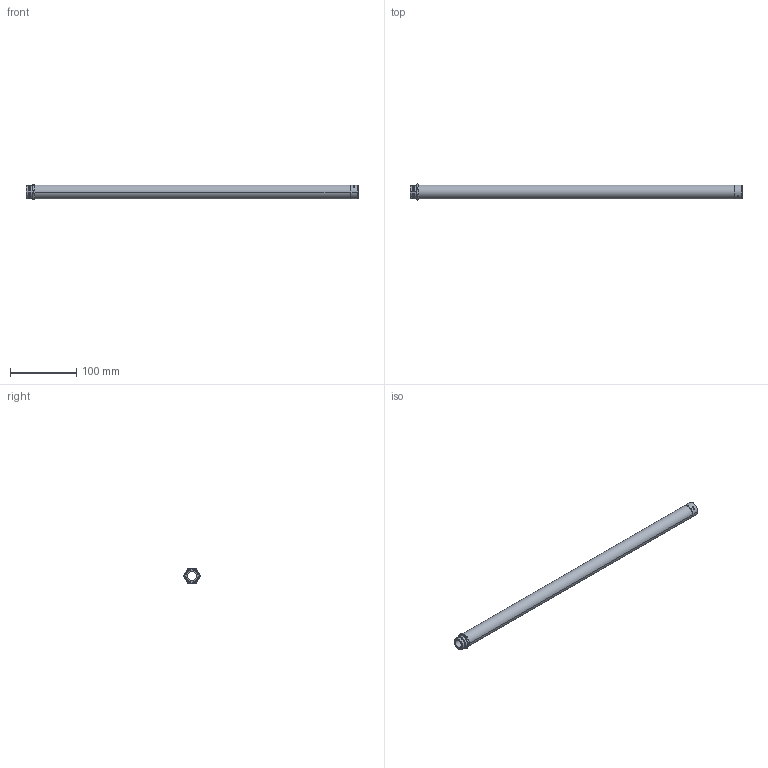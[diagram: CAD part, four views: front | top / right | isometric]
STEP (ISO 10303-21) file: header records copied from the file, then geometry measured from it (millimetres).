
FILE_DESCRIPTION (( 'STEP AP203' ), '1' );
FILE_NAME ('cfd0.STEP', '2022-09-21T17:43:05', ( '' ), ( '' ), 'SwSTEP 2.0', 'SolidWorks 2019', '' );
FILE_SCHEMA (( 'CONFIG_CONTROL_DESIGN' ));
Length unit declared in the file: millimetre
Products named in the file (1): cfd0
Bounding box: 500 x 25 x 22 mm (x, y, z)
Volume: 105550.9 mm3; surface area: 53839.2 mm2
Topology: 1 solids, 1 shells, 130 faces, 320 edges, 204 vertices
Faces by surface type: plane 43, bspline 42, cylinder 23, cone 22
Entity records: 6127 total; most frequent: CARTESIAN_POINT 3337, ORIENTED_EDGE 640, DIRECTION 428, EDGE_CURVE 320, VERTEX_POINT 204, AXIS2_PLACEMENT_3D 179, B_SPLINE_CURVE_WITH_KNOTS 160, EDGE_LOOP 144
